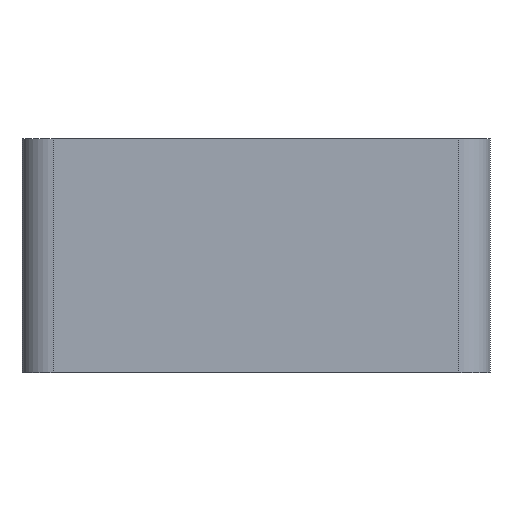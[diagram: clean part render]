
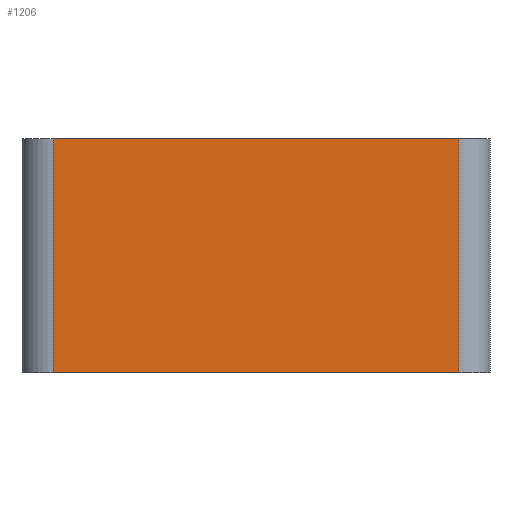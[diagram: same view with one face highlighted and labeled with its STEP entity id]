
A CAD part, front view. The second image highlights one B-rep face of the part: STEP entity #1206.
In plain terms, the highlighted planar face has unit normal (0, -1, 0).
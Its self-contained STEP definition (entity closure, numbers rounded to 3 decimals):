
#44 = PLANE('',#45);
#45 = AXIS2_PLACEMENT_3D('',#46,#47,#48);
#46 = CARTESIAN_POINT('',(-17.,0.,-7.5));
#47 = DIRECTION('',(-0.,-0.,-1.));
#48 = DIRECTION('',(-1.,0.,0.));
#100 = PLANE('',#101);
#101 = AXIS2_PLACEMENT_3D('',#102,#103,#104);
#102 = CARTESIAN_POINT('',(-17.,0.,7.5));
#103 = DIRECTION('',(-0.,-0.,-1.));
#104 = DIRECTION('',(-1.,0.,0.));
#433 = VERTEX_POINT('',#434);
#434 = CARTESIAN_POINT('',(-4.,-50.,-7.5));
#453 = CYLINDRICAL_SURFACE('',#454,2.);
#454 = AXIS2_PLACEMENT_3D('',#455,#456,#457);
#455 = CARTESIAN_POINT('',(-4.,-48.,-7.5));
#456 = DIRECTION('',(0.,0.,1.));
#457 = DIRECTION('',(0.,-1.,0.));
#465 = EDGE_CURVE('',#433,#466,#468,.T.);
#466 = VERTEX_POINT('',#467);
#467 = CARTESIAN_POINT('',(-30.,-50.,-7.5));
#468 = SURFACE_CURVE('',#469,(#473,#480),.PCURVE_S1.);
#469 = LINE('',#470,#471);
#470 = CARTESIAN_POINT('',(-2.,-50.,-7.5));
#471 = VECTOR('',#472,1.);
#472 = DIRECTION('',(-1.,0.,0.));
#473 = PCURVE('',#44,#474);
#474 = DEFINITIONAL_REPRESENTATION('',(#475),#479);
#475 = LINE('',#476,#477);
#476 = CARTESIAN_POINT('',(-15.,-50.));
#477 = VECTOR('',#478,1.);
#478 = DIRECTION('',(1.,0.));
#479 = ( GEOMETRIC_REPRESENTATION_CONTEXT(2) 
PARAMETRIC_REPRESENTATION_CONTEXT() REPRESENTATION_CONTEXT('2D SPACE',''
  ) );
#480 = PCURVE('',#481,#486);
#481 = PLANE('',#482);
#482 = AXIS2_PLACEMENT_3D('',#483,#484,#485);
#483 = CARTESIAN_POINT('',(-2.,-50.,-7.5));
#484 = DIRECTION('',(0.,-1.,0.));
#485 = DIRECTION('',(-1.,0.,0.));
#486 = DEFINITIONAL_REPRESENTATION('',(#487),#491);
#487 = LINE('',#488,#489);
#488 = CARTESIAN_POINT('',(0.,-0.));
#489 = VECTOR('',#490,1.);
#490 = DIRECTION('',(1.,0.));
#491 = ( GEOMETRIC_REPRESENTATION_CONTEXT(2) 
PARAMETRIC_REPRESENTATION_CONTEXT() REPRESENTATION_CONTEXT('2D SPACE',''
  ) );
#512 = CYLINDRICAL_SURFACE('',#513,2.);
#513 = AXIS2_PLACEMENT_3D('',#514,#515,#516);
#514 = CARTESIAN_POINT('',(-30.,-48.,-7.5));
#515 = DIRECTION('',(0.,0.,1.));
#516 = DIRECTION('',(-1.,0.,0.));
#1007 = VERTEX_POINT('',#1008);
#1008 = CARTESIAN_POINT('',(-4.,-50.,7.5));
#1034 = EDGE_CURVE('',#1007,#1035,#1037,.T.);
#1035 = VERTEX_POINT('',#1036);
#1036 = CARTESIAN_POINT('',(-30.,-50.,7.5));
#1037 = SURFACE_CURVE('',#1038,(#1042,#1049),.PCURVE_S1.);
#1038 = LINE('',#1039,#1040);
#1039 = CARTESIAN_POINT('',(-2.,-50.,7.5));
#1040 = VECTOR('',#1041,1.);
#1041 = DIRECTION('',(-1.,0.,0.));
#1042 = PCURVE('',#100,#1043);
#1043 = DEFINITIONAL_REPRESENTATION('',(#1044),#1048);
#1044 = LINE('',#1045,#1046);
#1045 = CARTESIAN_POINT('',(-15.,-50.));
#1046 = VECTOR('',#1047,1.);
#1047 = DIRECTION('',(1.,0.));
#1048 = ( GEOMETRIC_REPRESENTATION_CONTEXT(2) 
PARAMETRIC_REPRESENTATION_CONTEXT() REPRESENTATION_CONTEXT('2D SPACE',''
  ) );
#1049 = PCURVE('',#481,#1050);
#1050 = DEFINITIONAL_REPRESENTATION('',(#1051),#1055);
#1051 = LINE('',#1052,#1053);
#1052 = CARTESIAN_POINT('',(0.,-15.));
#1053 = VECTOR('',#1054,1.);
#1054 = DIRECTION('',(1.,0.));
#1055 = ( GEOMETRIC_REPRESENTATION_CONTEXT(2) 
PARAMETRIC_REPRESENTATION_CONTEXT() REPRESENTATION_CONTEXT('2D SPACE',''
  ) );
#1184 = EDGE_CURVE('',#466,#1035,#1185,.T.);
#1185 = SURFACE_CURVE('',#1186,(#1190,#1197),.PCURVE_S1.);
#1186 = LINE('',#1187,#1188);
#1187 = CARTESIAN_POINT('',(-30.,-50.,-7.5));
#1188 = VECTOR('',#1189,1.);
#1189 = DIRECTION('',(0.,0.,1.));
#1190 = PCURVE('',#512,#1191);
#1191 = DEFINITIONAL_REPRESENTATION('',(#1192),#1196);
#1192 = LINE('',#1193,#1194);
#1193 = CARTESIAN_POINT('',(1.571,0.));
#1194 = VECTOR('',#1195,1.);
#1195 = DIRECTION('',(0.,1.));
#1196 = ( GEOMETRIC_REPRESENTATION_CONTEXT(2) 
PARAMETRIC_REPRESENTATION_CONTEXT() REPRESENTATION_CONTEXT('2D SPACE',''
  ) );
#1197 = PCURVE('',#481,#1198);
#1198 = DEFINITIONAL_REPRESENTATION('',(#1199),#1203);
#1199 = LINE('',#1200,#1201);
#1200 = CARTESIAN_POINT('',(28.,0.));
#1201 = VECTOR('',#1202,1.);
#1202 = DIRECTION('',(0.,-1.));
#1203 = ( GEOMETRIC_REPRESENTATION_CONTEXT(2) 
PARAMETRIC_REPRESENTATION_CONTEXT() REPRESENTATION_CONTEXT('2D SPACE',''
  ) );
#1206 = ADVANCED_FACE('',(#1207),#481,.T.);
#1207 = FACE_BOUND('',#1208,.T.);
#1208 = EDGE_LOOP('',(#1209,#1210,#1231,#1232));
#1209 = ORIENTED_EDGE('',*,*,#465,.F.);
#1210 = ORIENTED_EDGE('',*,*,#1211,.T.);
#1211 = EDGE_CURVE('',#433,#1007,#1212,.T.);
#1212 = SURFACE_CURVE('',#1213,(#1217,#1224),.PCURVE_S1.);
#1213 = LINE('',#1214,#1215);
#1214 = CARTESIAN_POINT('',(-4.,-50.,-7.5));
#1215 = VECTOR('',#1216,1.);
#1216 = DIRECTION('',(0.,0.,1.));
#1217 = PCURVE('',#481,#1218);
#1218 = DEFINITIONAL_REPRESENTATION('',(#1219),#1223);
#1219 = LINE('',#1220,#1221);
#1220 = CARTESIAN_POINT('',(2.,0.));
#1221 = VECTOR('',#1222,1.);
#1222 = DIRECTION('',(0.,-1.));
#1223 = ( GEOMETRIC_REPRESENTATION_CONTEXT(2) 
PARAMETRIC_REPRESENTATION_CONTEXT() REPRESENTATION_CONTEXT('2D SPACE',''
  ) );
#1224 = PCURVE('',#453,#1225);
#1225 = DEFINITIONAL_REPRESENTATION('',(#1226),#1230);
#1226 = LINE('',#1227,#1228);
#1227 = CARTESIAN_POINT('',(0.,0.));
#1228 = VECTOR('',#1229,1.);
#1229 = DIRECTION('',(0.,1.));
#1230 = ( GEOMETRIC_REPRESENTATION_CONTEXT(2) 
PARAMETRIC_REPRESENTATION_CONTEXT() REPRESENTATION_CONTEXT('2D SPACE',''
  ) );
#1231 = ORIENTED_EDGE('',*,*,#1034,.T.);
#1232 = ORIENTED_EDGE('',*,*,#1184,.F.);
